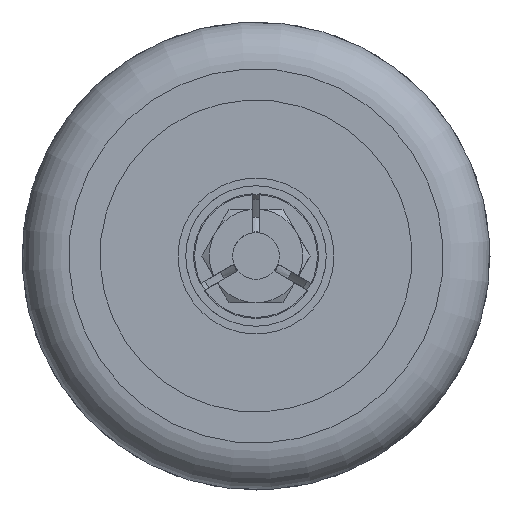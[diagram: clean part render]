
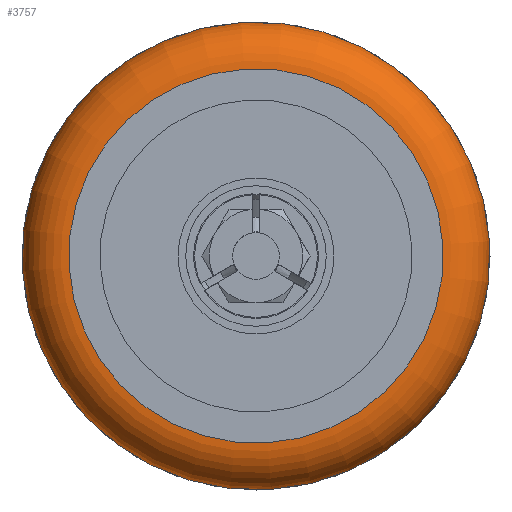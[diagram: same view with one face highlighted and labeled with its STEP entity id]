
A CAD part, left-side view. The second image highlights one B-rep face of the part: STEP entity #3757.
In plain terms, the highlighted toroidal (fillet/blend) face has major radius 12 mm and minor radius 3 mm.
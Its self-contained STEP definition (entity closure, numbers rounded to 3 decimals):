
#135=TOROIDAL_SURFACE('',#4011,12.,3.);
#912=FACE_OUTER_BOUND('',#1135,.T.);
#1135=EDGE_LOOP('',(#2571,#2572,#2573,#2574,#2575));
#1385=CIRCLE('',#4012,15.);
#1386=CIRCLE('',#4013,15.);
#1387=CIRCLE('',#4014,3.);
#1388=CIRCLE('',#4015,12.);
#1652=VERTEX_POINT('',#5700);
#1653=VERTEX_POINT('',#5701);
#1654=VERTEX_POINT('',#5704);
#2013=EDGE_CURVE('',#1652,#1653,#1385,.T.);
#2014=EDGE_CURVE('',#1653,#1652,#1386,.T.);
#2015=EDGE_CURVE('',#1653,#1654,#1387,.T.);
#2016=EDGE_CURVE('',#1654,#1654,#1388,.T.);
#2571=ORIENTED_EDGE('',*,*,#2013,.F.);
#2572=ORIENTED_EDGE('',*,*,#2014,.F.);
#2573=ORIENTED_EDGE('',*,*,#2015,.T.);
#2574=ORIENTED_EDGE('',*,*,#2016,.T.);
#2575=ORIENTED_EDGE('',*,*,#2015,.F.);
#3757=ADVANCED_FACE('',(#912),#135,.T.);
#4011=AXIS2_PLACEMENT_3D('',#5699,#4515,#4516);
#4012=AXIS2_PLACEMENT_3D('',#5702,#4517,#4518);
#4013=AXIS2_PLACEMENT_3D('',#5703,#4519,#4520);
#4014=AXIS2_PLACEMENT_3D('',#5705,#4521,#4522);
#4015=AXIS2_PLACEMENT_3D('',#5706,#4523,#4524);
#4515=DIRECTION('center_axis',(1.,0.,0.));
#4516=DIRECTION('ref_axis',(0.,0.916,-0.401));
#4517=DIRECTION('center_axis',(1.,0.,0.));
#4518=DIRECTION('ref_axis',(0.,0.401,0.916));
#4519=DIRECTION('center_axis',(1.,0.,0.));
#4520=DIRECTION('ref_axis',(0.,0.401,0.916));
#4521=DIRECTION('center_axis',(0.,-0.401,
-0.916));
#4522=DIRECTION('ref_axis',(0.,-0.916,0.401));
#4523=DIRECTION('center_axis',(1.,0.,0.));
#4524=DIRECTION('ref_axis',(0.,0.401,0.916));
#5699=CARTESIAN_POINT('Origin',(-69.7,0.,0.));
#5700=CARTESIAN_POINT('',(-69.7,-6.01,-13.743));
#5701=CARTESIAN_POINT('',(-69.7,-13.743,6.01));
#5702=CARTESIAN_POINT('Origin',(-69.7,0.,0.));
#5703=CARTESIAN_POINT('Origin',(-69.7,0.,0.));
#5704=CARTESIAN_POINT('',(-72.7,-10.995,4.808));
#5705=CARTESIAN_POINT('Origin',(-69.7,-10.995,4.808));
#5706=CARTESIAN_POINT('Origin',(-72.7,0.,0.));
